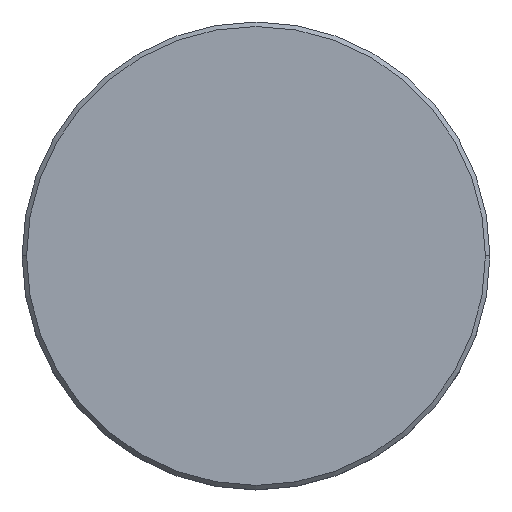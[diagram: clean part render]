
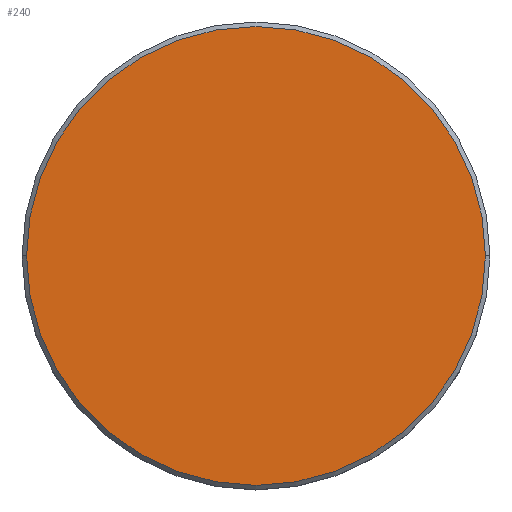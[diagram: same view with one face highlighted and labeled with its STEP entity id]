
A CAD part, top view. The second image highlights one B-rep face of the part: STEP entity #240.
In plain terms, the highlighted planar face has unit normal (0, 0, 1).
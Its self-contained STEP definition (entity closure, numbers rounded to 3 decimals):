
#145 = CIRCLE ( 'NONE', #841, 25.5 ) ;
#160 = CIRCLE ( 'NONE', #650, 25.5 ) ;
#228 = EDGE_LOOP ( 'NONE', ( #644, #275 ) ) ;
#240 = ADVANCED_FACE ( 'NONE', ( #978 ), #520, .T. ) ;
#275 = ORIENTED_EDGE ( 'NONE', *, *, #1097, .T. ) ;
#333 = DIRECTION ( 'NONE',  ( 1., 0., 0. ) ) ;
#380 = DIRECTION ( 'NONE',  ( 0., 0., 1. ) ) ;
#517 = CARTESIAN_POINT ( 'NONE',  ( 25.5, 0., 0. ) ) ;
#520 = PLANE ( 'NONE',  #639 ) ;
#544 = CARTESIAN_POINT ( 'NONE',  ( -25.5, 0., 0. ) ) ;
#547 = CARTESIAN_POINT ( 'NONE',  ( 0., 0., 0. ) ) ;
#636 = EDGE_CURVE ( 'NONE', #818, #737, #160, .T. ) ;
#639 = AXIS2_PLACEMENT_3D ( 'NONE', #547, #901, #333 ) ;
#644 = ORIENTED_EDGE ( 'NONE', *, *, #636, .T. ) ;
#650 = AXIS2_PLACEMENT_3D ( 'NONE', #1171, #667, #662 ) ;
#662 = DIRECTION ( 'NONE',  ( 1., 0., 0. ) ) ;
#667 = DIRECTION ( 'NONE',  ( 0., 0., 1. ) ) ;
#678 = CARTESIAN_POINT ( 'NONE',  ( 0., 0., 0. ) ) ;
#737 = VERTEX_POINT ( 'NONE', #517 ) ;
#818 = VERTEX_POINT ( 'NONE', #544 ) ;
#841 = AXIS2_PLACEMENT_3D ( 'NONE', #678, #380, #944 ) ;
#901 = DIRECTION ( 'NONE',  ( 0., 0., 1. ) ) ;
#944 = DIRECTION ( 'NONE',  ( 1., 0., 0. ) ) ;
#978 = FACE_OUTER_BOUND ( 'NONE', #228, .T. ) ;
#1097 = EDGE_CURVE ( 'NONE', #737, #818, #145, .T. ) ;
#1171 = CARTESIAN_POINT ( 'NONE',  ( 0., 0., 0. ) ) ;
